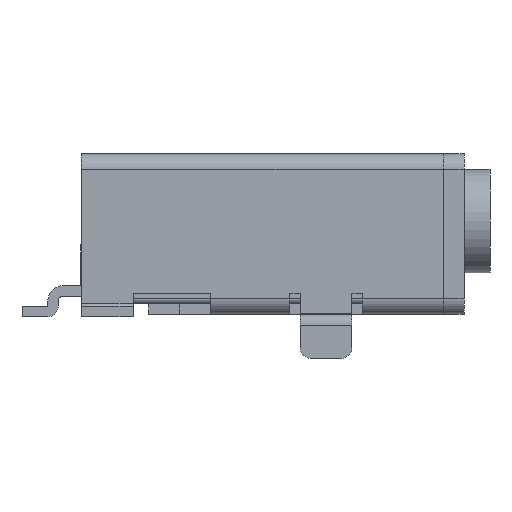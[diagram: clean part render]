
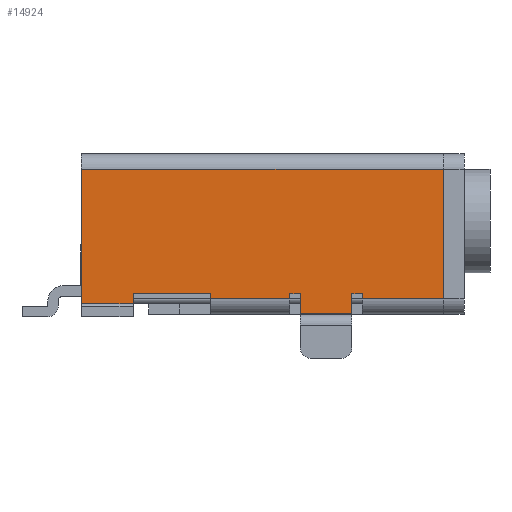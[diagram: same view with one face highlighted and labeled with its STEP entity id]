
A CAD part, left-side view. The second image highlights one B-rep face of the part: STEP entity #14924.
In plain terms, the highlighted planar face has unit normal (-1, 0, 0).
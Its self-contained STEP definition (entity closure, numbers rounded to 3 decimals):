
#529 = DIRECTION ( 'NONE',  ( 0., -1., 0. ) ) ;
#576 = LINE ( 'NONE', #2676, #1953 ) ;
#835 = FACE_OUTER_BOUND ( 'NONE', #4424, .T. ) ;
#1373 = VECTOR ( 'NONE', #16188, 1000. ) ;
#1549 = CARTESIAN_POINT ( 'NONE',  ( -4.875, -0.855, 0.4 ) ) ;
#1579 = EDGE_CURVE ( 'NONE', #19954, #15581, #19826, .T. ) ;
#1655 = VECTOR ( 'NONE', #29361, 1000. ) ;
#1764 = CARTESIAN_POINT ( 'NONE',  ( -4.875, 2.375, 0.4 ) ) ;
#1889 = VERTEX_POINT ( 'NONE', #9573 ) ;
#1953 = VECTOR ( 'NONE', #27576, 1000. ) ;
#2078 = LINE ( 'NONE', #17699, #1655 ) ;
#2356 = LINE ( 'NONE', #11265, #19451 ) ;
#2526 = ORIENTED_EDGE ( 'NONE', *, *, #11306, .T. ) ;
#2560 = ORIENTED_EDGE ( 'NONE', *, *, #8359, .T. ) ;
#2666 = ORIENTED_EDGE ( 'NONE', *, *, #22895, .F. ) ;
#2676 = CARTESIAN_POINT ( 'NONE',  ( -4.875, -1.855, 0.01 ) ) ;
#2780 = LINE ( 'NONE', #21124, #26336 ) ;
#3205 = VECTOR ( 'NONE', #6381, 1000. ) ;
#3329 = VECTOR ( 'NONE', #14446, 1000. ) ;
#3453 = ORIENTED_EDGE ( 'NONE', *, *, #4135, .F. ) ;
#3560 = DIRECTION ( 'NONE',  ( 1., 0., 0. ) ) ;
#4062 = ORIENTED_EDGE ( 'NONE', *, *, #29592, .F. ) ;
#4135 = EDGE_CURVE ( 'NONE', #12922, #26492, #576, .T. ) ;
#4424 = EDGE_LOOP ( 'NONE', ( #8797, #11428, #12269, #23715, #3453, #8638, #4062, #23250, #10092, #12342, #29681, #2560, #2666, #22559, #21548, #2526 ) ) ;
#4584 = LINE ( 'NONE', #7021, #23101 ) ;
#4694 = EDGE_CURVE ( 'NONE', #1889, #11290, #6997, .T. ) ;
#4724 = CARTESIAN_POINT ( 'NONE',  ( -4.875, 0.875, 0.4 ) ) ;
#5524 = CARTESIAN_POINT ( 'NONE',  ( -4.875, -0.655, 0.3 ) ) ;
#5660 = CARTESIAN_POINT ( 'NONE',  ( -4.875, -0.855, 0.4 ) ) ;
#6037 = DIRECTION ( 'NONE',  ( 0., 0., -1. ) ) ;
#6218 = EDGE_CURVE ( 'NONE', #21761, #13714, #8010, .T. ) ;
#6381 = DIRECTION ( 'NONE',  ( 0., -1., 0. ) ) ;
#6539 = VERTEX_POINT ( 'NONE', #21968 ) ;
#6760 = CARTESIAN_POINT ( 'NONE',  ( -4.875, -0.855, 0.01 ) ) ;
#6853 = DIRECTION ( 'NONE',  ( 0., 0., -1. ) ) ;
#6971 = CARTESIAN_POINT ( 'NONE',  ( -4.875, -1.855, 0.01 ) ) ;
#6997 = LINE ( 'NONE', #4724, #9828 ) ;
#7021 = CARTESIAN_POINT ( 'NONE',  ( -4.875, 13.606, 2.8 ) ) ;
#7065 = VECTOR ( 'NONE', #19287, 1000. ) ;
#7173 = EDGE_CURVE ( 'NONE', #23031, #12922, #13419, .T. ) ;
#7808 = LINE ( 'NONE', #5524, #3329 ) ;
#7860 = LINE ( 'NONE', #28391, #26280 ) ;
#7918 = CARTESIAN_POINT ( 'NONE',  ( -4.875, -2.055, 0.3 ) ) ;
#8010 = LINE ( 'NONE', #17176, #18320 ) ;
#8359 = EDGE_CURVE ( 'NONE', #14533, #25879, #27202, .T. ) ;
#8638 = ORIENTED_EDGE ( 'NONE', *, *, #7173, .F. ) ;
#8778 = LINE ( 'NONE', #1549, #14301 ) ;
#8797 = ORIENTED_EDGE ( 'NONE', *, *, #12209, .T. ) ;
#9573 = CARTESIAN_POINT ( 'NONE',  ( -4.875, 0.875, 0.4 ) ) ;
#9697 = CARTESIAN_POINT ( 'NONE',  ( -4.875, 2.375, 0.2 ) ) ;
#9828 = VECTOR ( 'NONE', #15709, 1000. ) ;
#10092 = ORIENTED_EDGE ( 'NONE', *, *, #17982, .T. ) ;
#10112 = CARTESIAN_POINT ( 'NONE',  ( -4.875, -3.625, 0.3 ) ) ;
#10520 = VECTOR ( 'NONE', #6853, 1000. ) ;
#10613 = VERTEX_POINT ( 'NONE', #18953 ) ;
#11265 = CARTESIAN_POINT ( 'NONE',  ( -4.875, 0.875, 0.4 ) ) ;
#11290 = VERTEX_POINT ( 'NONE', #1764 ) ;
#11306 = EDGE_CURVE ( 'NONE', #1889, #6539, #2356, .T. ) ;
#11365 = VECTOR ( 'NONE', #6037, 1000. ) ;
#11428 = ORIENTED_EDGE ( 'NONE', *, *, #29406, .T. ) ;
#11506 = CARTESIAN_POINT ( 'NONE',  ( -4.875, -0.655, 0.3 ) ) ;
#12209 = EDGE_CURVE ( 'NONE', #6539, #26132, #13729, .T. ) ;
#12269 = ORIENTED_EDGE ( 'NONE', *, *, #6218, .F. ) ;
#12298 = CARTESIAN_POINT ( 'NONE',  ( -4.875, 13.606, 0.3 ) ) ;
#12342 = ORIENTED_EDGE ( 'NONE', *, *, #26458, .T. ) ;
#12836 = DIRECTION ( 'NONE',  ( 0., 0., -1. ) ) ;
#12922 = VERTEX_POINT ( 'NONE', #6971 ) ;
#13419 = LINE ( 'NONE', #13869, #13764 ) ;
#13596 = CARTESIAN_POINT ( 'NONE',  ( -4.875, -1.855, 0.4 ) ) ;
#13665 = LINE ( 'NONE', #20713, #1373 ) ;
#13714 = VERTEX_POINT ( 'NONE', #26282 ) ;
#13729 = LINE ( 'NONE', #24793, #3205 ) ;
#13764 = VECTOR ( 'NONE', #22576, 1000. ) ;
#13869 = CARTESIAN_POINT ( 'NONE',  ( -4.875, -1.855, 0.4 ) ) ;
#14301 = VECTOR ( 'NONE', #12836, 1000. ) ;
#14446 = DIRECTION ( 'NONE',  ( 0., 0., 1. ) ) ;
#14533 = VERTEX_POINT ( 'NONE', #21792 ) ;
#14924 = ADVANCED_FACE ( 'NONE', ( #835 ), #28600, .F. ) ;
#15581 = VERTEX_POINT ( 'NONE', #7918 ) ;
#15709 = DIRECTION ( 'NONE',  ( 0., 1., 0. ) ) ;
#15736 = EDGE_CURVE ( 'NONE', #14533, #10613, #4584, .T. ) ;
#15894 = DIRECTION ( 'NONE',  ( 0., 0., -1. ) ) ;
#16149 = EDGE_CURVE ( 'NONE', #21761, #26492, #8778, .T. ) ;
#16188 = DIRECTION ( 'NONE',  ( 0., 1., 0. ) ) ;
#16570 = DIRECTION ( 'NONE',  ( 0., 1., 0. ) ) ;
#17176 = CARTESIAN_POINT ( 'NONE',  ( -4.875, 13.606, 0.4 ) ) ;
#17189 = CARTESIAN_POINT ( 'NONE',  ( -4.875, 2.375, 0.4 ) ) ;
#17337 = LINE ( 'NONE', #17189, #7065 ) ;
#17468 = VERTEX_POINT ( 'NONE', #10112 ) ;
#17699 = CARTESIAN_POINT ( 'NONE',  ( -4.875, -3.625, 0.3 ) ) ;
#17982 = EDGE_CURVE ( 'NONE', #15581, #17468, #2780, .T. ) ;
#18320 = VECTOR ( 'NONE', #26322, 1000. ) ;
#18953 = CARTESIAN_POINT ( 'NONE',  ( -4.875, -3.625, 2.8 ) ) ;
#19287 = DIRECTION ( 'NONE',  ( 0., 0., -1. ) ) ;
#19388 = VERTEX_POINT ( 'NONE', #9697 ) ;
#19451 = VECTOR ( 'NONE', #15894, 1000. ) ;
#19826 = LINE ( 'NONE', #21813, #11365 ) ;
#19954 = VERTEX_POINT ( 'NONE', #25710 ) ;
#20713 = CARTESIAN_POINT ( 'NONE',  ( -4.875, 13.606, 0.4 ) ) ;
#21124 = CARTESIAN_POINT ( 'NONE',  ( -4.875, 13.606, 0.3 ) ) ;
#21548 = ORIENTED_EDGE ( 'NONE', *, *, #4694, .F. ) ;
#21761 = VERTEX_POINT ( 'NONE', #5660 ) ;
#21792 = CARTESIAN_POINT ( 'NONE',  ( -4.875, 3.375, 2.8 ) ) ;
#21813 = CARTESIAN_POINT ( 'NONE',  ( -4.875, -2.055, 0.3 ) ) ;
#21968 = CARTESIAN_POINT ( 'NONE',  ( -4.875, 0.875, 0.3 ) ) ;
#22559 = ORIENTED_EDGE ( 'NONE', *, *, #27546, .F. ) ;
#22576 = DIRECTION ( 'NONE',  ( 0., 0., -1. ) ) ;
#22895 = EDGE_CURVE ( 'NONE', #19388, #25879, #7860, .T. ) ;
#23031 = VERTEX_POINT ( 'NONE', #13596 ) ;
#23101 = VECTOR ( 'NONE', #529, 1000. ) ;
#23250 = ORIENTED_EDGE ( 'NONE', *, *, #1579, .T. ) ;
#23715 = ORIENTED_EDGE ( 'NONE', *, *, #16149, .T. ) ;
#24793 = CARTESIAN_POINT ( 'NONE',  ( -4.875, 13.606, 0.3 ) ) ;
#25710 = CARTESIAN_POINT ( 'NONE',  ( -4.875, -2.055, 0.4 ) ) ;
#25726 = DIRECTION ( 'NONE',  ( 0., -1., 0. ) ) ;
#25879 = VERTEX_POINT ( 'NONE', #28747 ) ;
#25918 = DIRECTION ( 'NONE',  ( 0., 0., -1. ) ) ;
#26132 = VERTEX_POINT ( 'NONE', #11506 ) ;
#26280 = VECTOR ( 'NONE', #16570, 1000. ) ;
#26282 = CARTESIAN_POINT ( 'NONE',  ( -4.875, -0.655, 0.4 ) ) ;
#26322 = DIRECTION ( 'NONE',  ( 0., 1., 0. ) ) ;
#26336 = VECTOR ( 'NONE', #25726, 1000. ) ;
#26458 = EDGE_CURVE ( 'NONE', #17468, #10613, #2078, .T. ) ;
#26492 = VERTEX_POINT ( 'NONE', #6760 ) ;
#26985 = AXIS2_PLACEMENT_3D ( 'NONE', #12298, #3560, #25918 ) ;
#27202 = LINE ( 'NONE', #27806, #10520 ) ;
#27546 = EDGE_CURVE ( 'NONE', #11290, #19388, #17337, .T. ) ;
#27576 = DIRECTION ( 'NONE',  ( 0., 1., 0. ) ) ;
#27806 = CARTESIAN_POINT ( 'NONE',  ( -4.875, 3.375, 0.3 ) ) ;
#28391 = CARTESIAN_POINT ( 'NONE',  ( -4.875, 2.375, 0.2 ) ) ;
#28600 = PLANE ( 'NONE',  #26985 ) ;
#28747 = CARTESIAN_POINT ( 'NONE',  ( -4.875, 3.375, 0.2 ) ) ;
#29361 = DIRECTION ( 'NONE',  ( 0., 0., 1. ) ) ;
#29406 = EDGE_CURVE ( 'NONE', #26132, #13714, #7808, .T. ) ;
#29592 = EDGE_CURVE ( 'NONE', #19954, #23031, #13665, .T. ) ;
#29681 = ORIENTED_EDGE ( 'NONE', *, *, #15736, .F. ) ;
